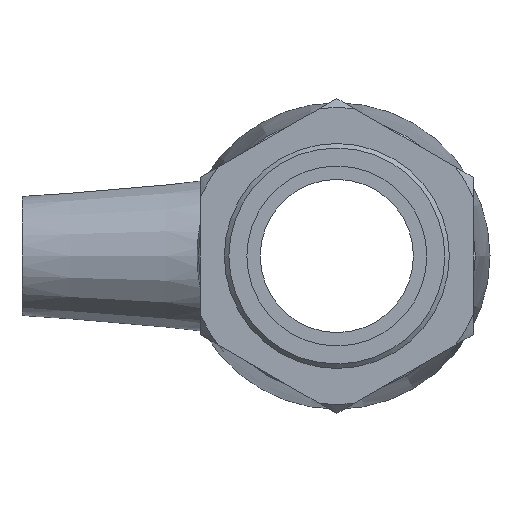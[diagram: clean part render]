
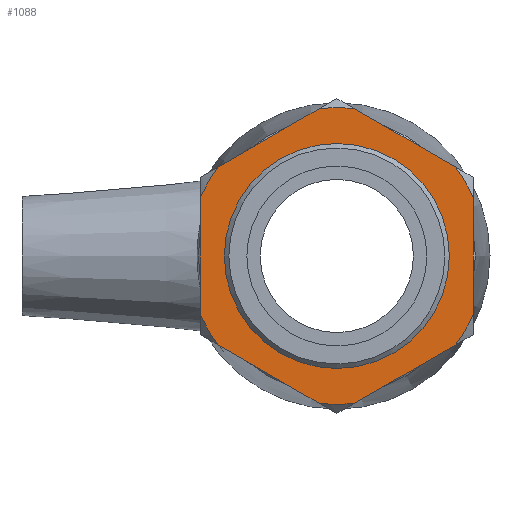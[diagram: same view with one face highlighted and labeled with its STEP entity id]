
A CAD part, left-side view. The second image highlights one B-rep face of the part: STEP entity #1088.
In plain terms, the highlighted planar face has unit normal (-1, 0, 0).
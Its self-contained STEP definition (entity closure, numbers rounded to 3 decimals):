
#41=FACE_BOUND('',#293,.T.);
#82=CIRCLE('',#1160,17.429);
#83=CIRCLE('',#1162,17.429);
#84=CIRCLE('',#1164,17.429);
#85=CIRCLE('',#1166,17.429);
#86=CIRCLE('',#1168,17.429);
#87=CIRCLE('',#1170,17.429);
#104=CIRCLE('',#1203,13.221);
#206=FACE_OUTER_BOUND('',#292,.T.);
#292=EDGE_LOOP('',(#945,#946,#947,#948,#949,#950,#951,#952,#953,#954,#955,
#956));
#293=EDGE_LOOP('',(#957));
#350=LINE('',#1570,#386);
#356=LINE('',#1609,#392);
#363=LINE('',#1656,#399);
#367=LINE('',#1685,#403);
#370=LINE('',#1707,#406);
#373=LINE('',#1729,#409);
#386=VECTOR('',#1260,13.687);
#392=VECTOR('',#1268,13.687);
#399=VECTOR('',#1279,13.687);
#403=VECTOR('',#1287,13.687);
#406=VECTOR('',#1292,13.687);
#409=VECTOR('',#1297,13.687);
#470=VERTEX_POINT('',#1564);
#472=VERTEX_POINT('',#1569);
#478=VERTEX_POINT('',#1589);
#483=VERTEX_POINT('',#1605);
#492=VERTEX_POINT('',#1636);
#497=VERTEX_POINT('',#1652);
#504=VERTEX_POINT('',#1680);
#505=VERTEX_POINT('',#1684);
#510=VERTEX_POINT('',#1702);
#511=VERTEX_POINT('',#1706);
#516=VERTEX_POINT('',#1724);
#517=VERTEX_POINT('',#1728);
#555=VERTEX_POINT('',#1977);
#580=EDGE_CURVE('',#472,#470,#350,.T.);
#593=EDGE_CURVE('',#478,#483,#356,.T.);
#608=EDGE_CURVE('',#492,#497,#363,.T.);
#617=EDGE_CURVE('',#505,#504,#367,.T.);
#624=EDGE_CURVE('',#511,#510,#370,.T.);
#631=EDGE_CURVE('',#517,#516,#373,.T.);
#676=EDGE_CURVE('',#511,#516,#82,.T.);
#677=EDGE_CURVE('',#517,#497,#83,.T.);
#678=EDGE_CURVE('',#492,#483,#84,.T.);
#679=EDGE_CURVE('',#505,#510,#85,.T.);
#680=EDGE_CURVE('',#472,#504,#86,.T.);
#681=EDGE_CURVE('',#478,#470,#87,.T.);
#700=EDGE_CURVE('',#555,#555,#104,.T.);
#945=ORIENTED_EDGE('',*,*,#580,.T.);
#946=ORIENTED_EDGE('',*,*,#681,.F.);
#947=ORIENTED_EDGE('',*,*,#593,.T.);
#948=ORIENTED_EDGE('',*,*,#678,.F.);
#949=ORIENTED_EDGE('',*,*,#608,.T.);
#950=ORIENTED_EDGE('',*,*,#677,.F.);
#951=ORIENTED_EDGE('',*,*,#631,.T.);
#952=ORIENTED_EDGE('',*,*,#676,.F.);
#953=ORIENTED_EDGE('',*,*,#624,.T.);
#954=ORIENTED_EDGE('',*,*,#679,.F.);
#955=ORIENTED_EDGE('',*,*,#617,.T.);
#956=ORIENTED_EDGE('',*,*,#680,.F.);
#957=ORIENTED_EDGE('',*,*,#700,.T.);
#1031=PLANE('',#1202);
#1088=ADVANCED_FACE('',(#206,#41),#1031,.T.);
#1160=AXIS2_PLACEMENT_3D('',#1854,#1370,#1371);
#1162=AXIS2_PLACEMENT_3D('',#1856,#1374,#1375);
#1164=AXIS2_PLACEMENT_3D('',#1858,#1378,#1379);
#1166=AXIS2_PLACEMENT_3D('',#1860,#1382,#1383);
#1168=AXIS2_PLACEMENT_3D('',#1862,#1386,#1387);
#1170=AXIS2_PLACEMENT_3D('',#1864,#1390,#1391);
#1202=AXIS2_PLACEMENT_3D('',#1976,#1454,#1455);
#1203=AXIS2_PLACEMENT_3D('',#1978,#1456,#1457);
#1260=DIRECTION('',(0.,0.866,0.5));
#1268=DIRECTION('',(0.,0.866,-0.5));
#1279=DIRECTION('',(0.,0.,-1.));
#1287=DIRECTION('',(0.,0.,1.));
#1292=DIRECTION('',(0.,-0.866,0.5));
#1297=DIRECTION('',(0.,-0.866,-0.5));
#1370=DIRECTION('center_axis',(1.,0.,0.));
#1371=DIRECTION('ref_axis',(0.,-1.,0.));
#1374=DIRECTION('center_axis',(1.,0.,0.));
#1375=DIRECTION('ref_axis',(0.,-1.,0.));
#1378=DIRECTION('center_axis',(1.,0.,0.));
#1379=DIRECTION('ref_axis',(0.,-1.,0.));
#1382=DIRECTION('center_axis',(1.,0.,0.));
#1383=DIRECTION('ref_axis',(0.,-1.,0.));
#1386=DIRECTION('center_axis',(1.,0.,0.));
#1387=DIRECTION('ref_axis',(0.,-1.,0.));
#1390=DIRECTION('center_axis',(1.,0.,0.));
#1391=DIRECTION('ref_axis',(0.,-1.,0.));
#1454=DIRECTION('center_axis',(-1.,0.,0.));
#1455=DIRECTION('ref_axis',(0.,0.,1.));
#1456=DIRECTION('center_axis',(1.,0.,0.));
#1457=DIRECTION('ref_axis',(0.,0.,-1.));
#1564=CARTESIAN_POINT('',(-48.85,-2.088,17.303));
#1569=CARTESIAN_POINT('',(-48.85,-13.941,10.46));
#1570=CARTESIAN_POINT('',(-48.85,2.934,20.202));
#1589=CARTESIAN_POINT('',(-48.85,2.088,17.303));
#1605=CARTESIAN_POINT('',(-48.85,13.941,10.46));
#1609=CARTESIAN_POINT('',(-48.85,18.963,7.561));
#1636=CARTESIAN_POINT('',(-48.85,16.029,6.843));
#1652=CARTESIAN_POINT('',(-48.85,16.029,-6.843));
#1656=CARTESIAN_POINT('',(-48.85,16.029,-4.627));
#1680=CARTESIAN_POINT('',(-48.85,-16.029,6.843));
#1684=CARTESIAN_POINT('',(-48.85,-16.029,-6.843));
#1685=CARTESIAN_POINT('',(-48.85,-16.029,4.627));
#1702=CARTESIAN_POINT('',(-48.85,-13.941,-10.46));
#1706=CARTESIAN_POINT('',(-48.85,-2.088,-17.303));
#1707=CARTESIAN_POINT('',(-48.85,-5.081,-15.575));
#1724=CARTESIAN_POINT('',(-48.85,2.088,-17.303));
#1728=CARTESIAN_POINT('',(-48.85,13.941,-10.46));
#1729=CARTESIAN_POINT('',(-48.85,10.948,-12.188));
#1854=CARTESIAN_POINT('Origin',(-48.85,0.,0.));
#1856=CARTESIAN_POINT('Origin',(-48.85,0.,0.));
#1858=CARTESIAN_POINT('Origin',(-48.85,0.,0.));
#1860=CARTESIAN_POINT('Origin',(-48.85,0.,0.));
#1862=CARTESIAN_POINT('Origin',(-48.85,0.,0.));
#1864=CARTESIAN_POINT('Origin',(-48.85,0.,0.));
#1976=CARTESIAN_POINT('Origin',(-48.85,18.509,0.));
#1977=CARTESIAN_POINT('',(-48.85,13.221,0.));
#1978=CARTESIAN_POINT('Origin',(-48.85,0.,0.));
